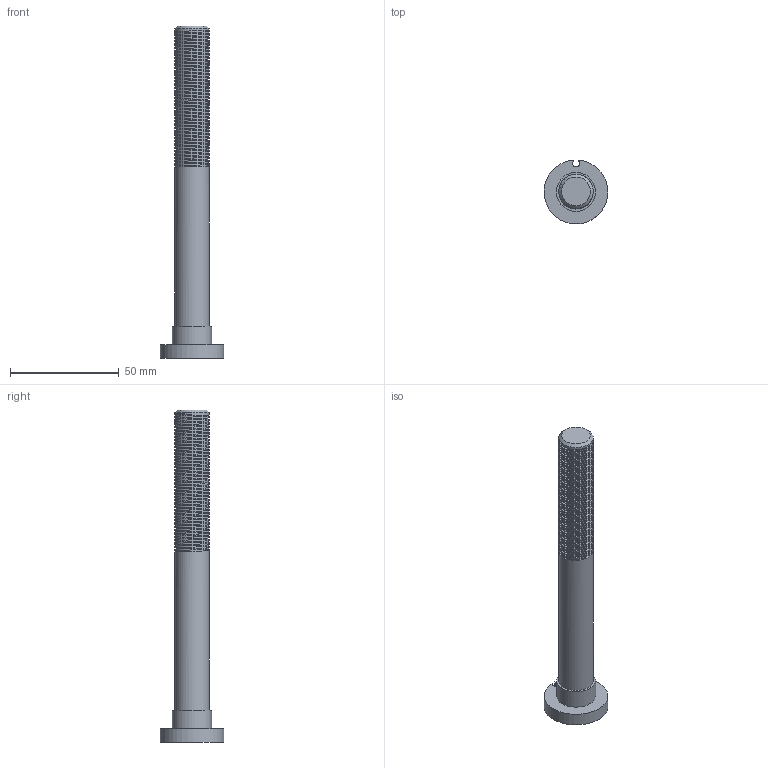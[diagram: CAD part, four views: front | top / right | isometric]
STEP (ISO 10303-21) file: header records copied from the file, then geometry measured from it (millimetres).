
FILE_DESCRIPTION(('FreeCAD Model'),'2;1');
FILE_NAME('Open CASCADE Shape Model','2023-07-01T15:09:15',(''),(''), 'Open CASCADE STEP processor 7.6','FreeCAD','Unknown');
FILE_SCHEMA(('AUTOMOTIVE_DESIGN { 1 0 10303 214 1 1 1 1 }'));
Products named in the file (1): SubtractiveHelix
Bounding box: 29.32 x 29.3 x 152.4 mm (x, y, z)
Volume: 31918.3 mm3; surface area: 12401.6 mm2
Topology: 1 solids, 1 shells, 210 faces, 519 edges, 313 vertices
Faces by surface type: bspline 147, cylinder 54, plane 8, cone 1
Full cylindrical faces by diameter (mm): 15.748 x48, 17.983 x1
Entity records: 43201 total; most frequent: CARTESIAN_POINT 35161, B_SPLINE_CURVE_WITH_KNOTS 1086, ORIENTED_EDGE 1038, PCURVE 1038, DEFINITIONAL_REPRESENTATION 1038, DIRECTION 613, EDGE_CURVE 519, SURFACE_CURVE 516
